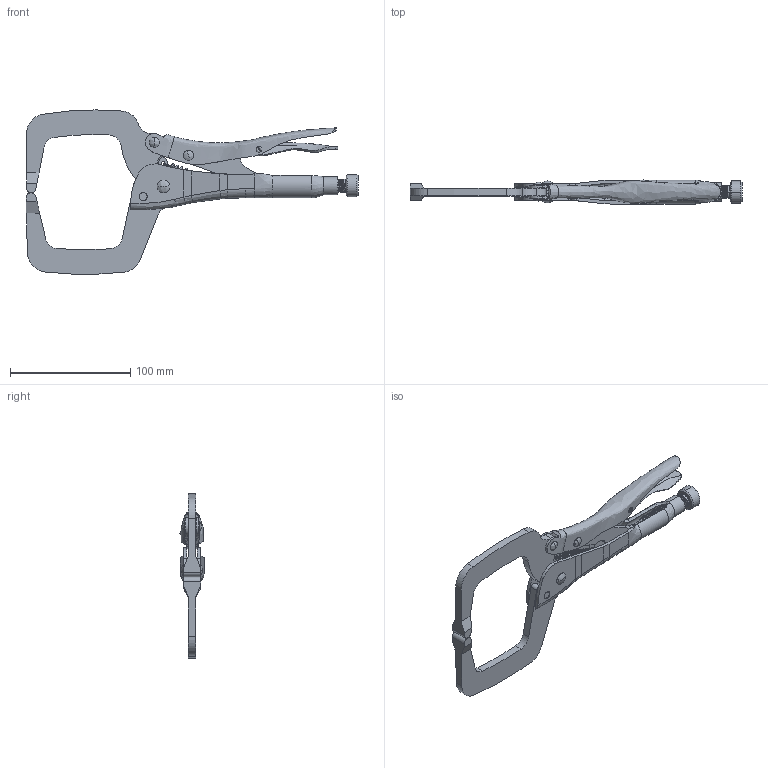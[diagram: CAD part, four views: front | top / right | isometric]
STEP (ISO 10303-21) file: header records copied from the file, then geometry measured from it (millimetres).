
FILE_DESCRIPTION (( 'STEP AP214' ), '1' );
FILE_NAME ('GH-51111(³æ¤@¹s¥ó).STEP', '2020-07-27T06:56:50', ( 'LinWei' ), ( '' ), 'SwSTEP 2.0', 'SolidWorks 2016', '' );
FILE_SCHEMA (( 'AUTOMOTIVE_DESIGN' ));
Length unit declared in the file: millimetre
Products named in the file (2): Group1^GH-51111(單一零件); GH-51111(單一零件)
Assembly tree (1 placements, depth 2):
  GH-51111(單一零件)
    Group1^GH-51111(單一零件)
Bounding box: 276.65 x 20.1 x 136.8 mm (x, y, z)
Volume: 99978.2 mm3; surface area: 64967.4 mm2
Topology: 13 solids, 13 shells, 436 faces, 1146 edges, 738 vertices
Faces by surface type: cylinder 226, bspline 101, plane 86, cone 15, torus 8
Entity records: 59590 total; most frequent: CARTESIAN_POINT 49601, ORIENTED_EDGE 2280, DIRECTION 1697, EDGE_CURVE 1140, VERTEX_POINT 738, AXIS2_PLACEMENT_3D 658, EDGE_LOOP 480, FACE_OUTER_BOUND 436
